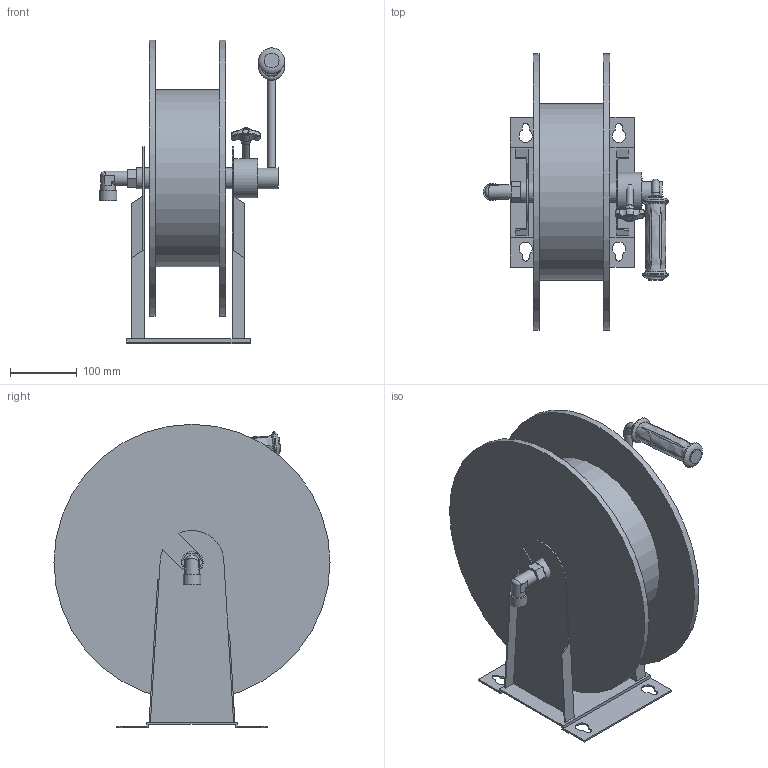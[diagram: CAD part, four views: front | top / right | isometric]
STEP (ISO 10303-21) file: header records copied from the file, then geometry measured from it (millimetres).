
FILE_DESCRIPTION(/* description */ ('Unknown'),/* implementation_level */ '2;1');
FILE_NAME(/* name */ '74300.100',/* time_stamp */ '2017-05-17T15:35:55+02:00',/* author */ ('Unknown'),/* organization */ ('Unknown'),/* preprocessor_version */ 'ST-DEVELOPER v16.7',/* originating_system */ 'DEX',/* authorisation */ $);
FILE_SCHEMA (('AUTOMOTIVE_DESIGN {1 0 10303 214 3 1 1}'));
Length unit declared in the file: millimetre
Products named in the file (14): 74300.100; B2911; B2713; M817; B2797; B2807; I712; B362; S517; F729; B225; F579; F581; F708
Assembly tree (13 placements, depth 2):
  74300.100
    B2911
    B2713
    M817
    B2797
    B2807
    I712
    B362
    S517
    F729
    B225
    F579
    F581
    F708
Bounding box: 278.2 x 415 x 456 mm (x, y, z)
Volume: 8544814 mm3; surface area: 836451.8 mm2
Topology: 15 solids, 15 shells, 206 faces, 463 edges, 298 vertices
Faces by surface type: plane 125, cylinder 55, bspline 18, torus 7, cone 1
Full cylindrical faces by diameter (mm): 9.8 x1, 10 x2, 11 x1, 11.98 x1, 12 x3, 14 x1, 20 x2, 21.5 x2, 22.336 x2, 26 x1, 31.8 x1, 31.95 x1, 39 x2, 59 x1, 266.112 x1, 415 x2
Entity records: 9487 total; most frequent: CARTESIAN_POINT 4558, DIRECTION 828, ORIENTED_EDGE 826, EDGE_CURVE 413, AXIS2_PLACEMENT_3D 298, VERTEX_POINT 286, FACE_BOUND 263, EDGE_LOOP 262
